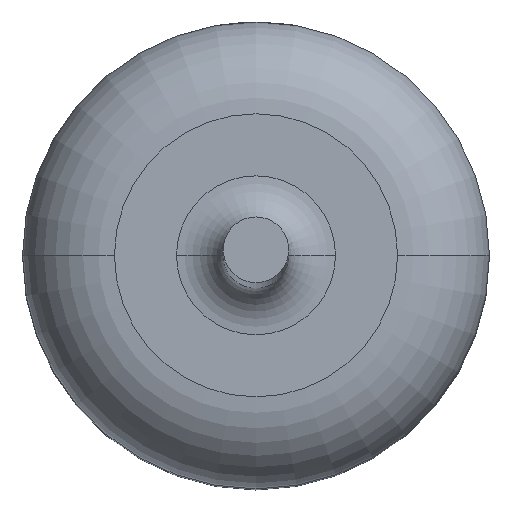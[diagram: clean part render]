
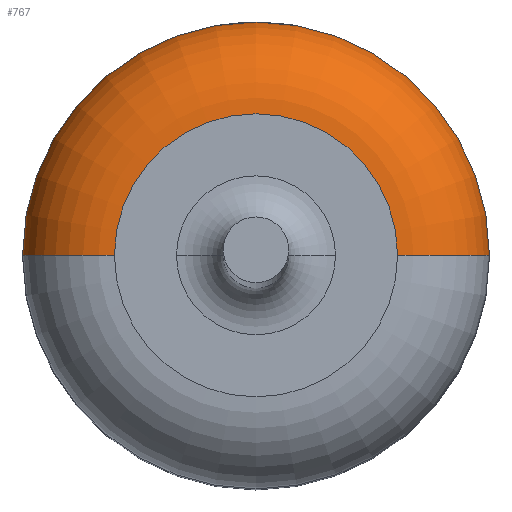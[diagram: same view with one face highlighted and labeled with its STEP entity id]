
A CAD part, top view. The second image highlights one B-rep face of the part: STEP entity #767.
In plain terms, the highlighted toroidal (fillet/blend) face has major radius 1.155 mm and minor radius 0.75 mm.
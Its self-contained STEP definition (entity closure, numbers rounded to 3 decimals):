
#81 = DIRECTION ( 'NONE',  ( 0., -1., 0. ) ) ;
#98 = DIRECTION ( 'NONE',  ( 0., 0., 1. ) ) ;
#166 = ORIENTED_EDGE ( 'NONE', *, *, #3158, .T. ) ;
#277 = TOROIDAL_SURFACE ( 'NONE', #1925, 1.155, 0.75 ) ;
#332 = VERTEX_POINT ( 'NONE', #1772 ) ;
#379 = DIRECTION ( 'NONE',  ( 1., 0., 0. ) ) ;
#436 = DIRECTION ( 'NONE',  ( 0., 1., 0. ) ) ;
#461 = CARTESIAN_POINT ( 'NONE',  ( -1.155, 0., 3.3 ) ) ;
#635 = EDGE_CURVE ( 'NONE', #332, #3218, #3087, .T. ) ;
#674 = AXIS2_PLACEMENT_3D ( 'NONE', #2536, #945, #1217 ) ;
#688 = EDGE_CURVE ( 'NONE', #2588, #2085, #2088, .T. ) ;
#767 = ADVANCED_FACE ( 'NONE', ( #1447 ), #277, .T. ) ;
#893 = EDGE_LOOP ( 'NONE', ( #1418, #166, #3413, #1357 ) ) ;
#922 = DIRECTION ( 'NONE',  ( 0., 0., -1. ) ) ;
#945 = DIRECTION ( 'NONE',  ( 0., 0., -1. ) ) ;
#992 = CARTESIAN_POINT ( 'NONE',  ( -1.155, 0., 2.55 ) ) ;
#1217 = DIRECTION ( 'NONE',  ( 1., 0., 0. ) ) ;
#1357 = ORIENTED_EDGE ( 'NONE', *, *, #3070, .F. ) ;
#1418 = ORIENTED_EDGE ( 'NONE', *, *, #688, .F. ) ;
#1447 = FACE_OUTER_BOUND ( 'NONE', #893, .T. ) ;
#1549 = CIRCLE ( 'NONE', #2757, 0.75 ) ;
#1687 = CARTESIAN_POINT ( 'NONE',  ( 0., 0., 3.3 ) ) ;
#1772 = CARTESIAN_POINT ( 'NONE',  ( 1.155, 0., 3.3 ) ) ;
#1925 = AXIS2_PLACEMENT_3D ( 'NONE', #2894, #3150, #3373 ) ;
#1973 = CARTESIAN_POINT ( 'NONE',  ( 1.155, 0., 2.55 ) ) ;
#2022 = AXIS2_PLACEMENT_3D ( 'NONE', #1973, #81, #922 ) ;
#2085 = VERTEX_POINT ( 'NONE', #3411 ) ;
#2088 = CIRCLE ( 'NONE', #674, 1.905 ) ;
#2299 = CARTESIAN_POINT ( 'NONE',  ( -1.905, 0., 2.55 ) ) ;
#2536 = CARTESIAN_POINT ( 'NONE',  ( 0., 0., 2.55 ) ) ;
#2588 = VERTEX_POINT ( 'NONE', #2299 ) ;
#2757 = AXIS2_PLACEMENT_3D ( 'NONE', #992, #436, #3128 ) ;
#2765 = AXIS2_PLACEMENT_3D ( 'NONE', #1687, #98, #379 ) ;
#2894 = CARTESIAN_POINT ( 'NONE',  ( 0., 0., 2.55 ) ) ;
#3070 = EDGE_CURVE ( 'NONE', #2085, #332, #3229, .T. ) ;
#3087 = CIRCLE ( 'NONE', #2765, 1.155 ) ;
#3128 = DIRECTION ( 'NONE',  ( -1., 0., 0. ) ) ;
#3150 = DIRECTION ( 'NONE',  ( 0., 0., 1. ) ) ;
#3158 = EDGE_CURVE ( 'NONE', #2588, #3218, #1549, .T. ) ;
#3218 = VERTEX_POINT ( 'NONE', #461 ) ;
#3229 = CIRCLE ( 'NONE', #2022, 0.75 ) ;
#3373 = DIRECTION ( 'NONE',  ( 1., 0., 0. ) ) ;
#3411 = CARTESIAN_POINT ( 'NONE',  ( 1.905, 0., 2.55 ) ) ;
#3413 = ORIENTED_EDGE ( 'NONE', *, *, #635, .F. ) ;
